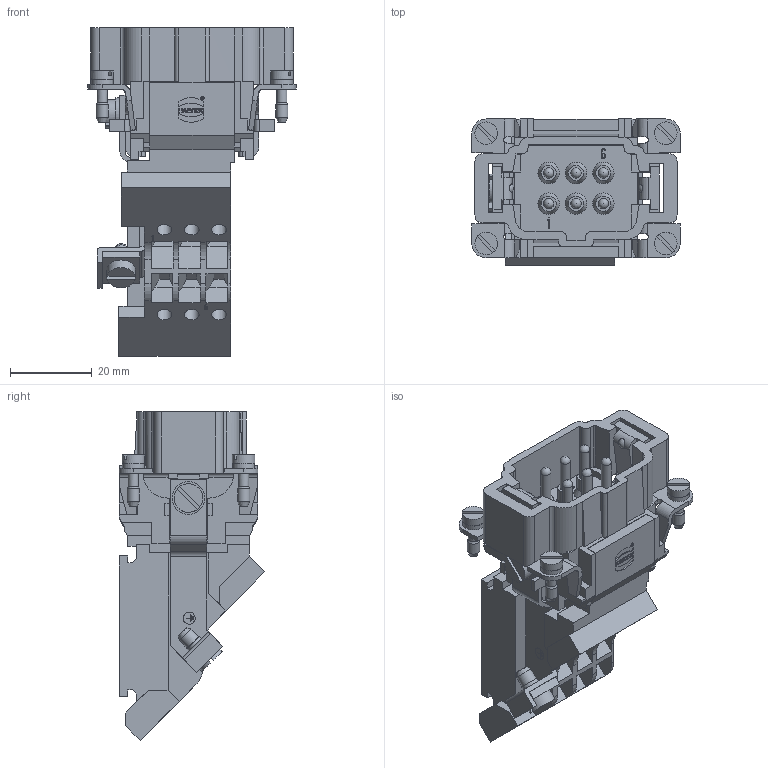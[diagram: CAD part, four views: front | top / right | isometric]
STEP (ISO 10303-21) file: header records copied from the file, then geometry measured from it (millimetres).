
FILE_DESCRIPTION(/* description */ (''),/* implementation_level */ '2;1');
FILE_NAME(/* name */ '100803305ugm000_b.stp',/* time_stamp */ '2019-08-23T11:08:10+02:00',/* author */ (''),/* organization */ (''),/* preprocessor_version */ 'ST-DEVELOPER v16.7',/* originating_system */ 'SIEMENS PLM Software NX 12.0',/* authorisation */ '');
FILE_SCHEMA (('AUTOMOTIVE_DESIGN { 1 0 10303 214 3 1 1 1 }'));
Length unit declared in the file: millimetre
Products named in the file (1): 100803305ugm000_b
Bounding box: 51 x 35.73 x 80.52 mm (x, y, z)
Volume: 48542.1 mm3; surface area: 19544.2 mm2
Topology: 1 solids, 3 shells, 885 faces, 2672 edges, 2059 vertices
Faces by surface type: plane 672, cylinder 150, extrusion 28, cone 27, sphere 8
Full cylindrical faces by diameter (mm): 0.683 x1, 0.807 x1, 2.3 x2, 2.45 x2, 2.5 x10, 2.925 x1, 3 x5, 3.242 x1, 3.6 x6, 3.7 x6, 4 x1, 4.35 x1, 5.34 x4, 5.5 x4, 7 x2, 8 x1
Entity records: 33327 total; most frequent: CARTESIAN_POINT 6073, ORIENTED_EDGE 4666, DIRECTION 4488, EDGE_CURVE 2333, VECTOR 1984, LINE 1956, VERTEX_POINT 1583, AXIS2_PLACEMENT_3D 1252
